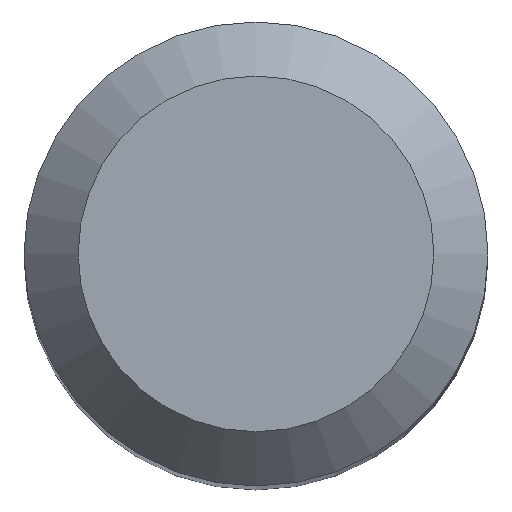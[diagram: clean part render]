
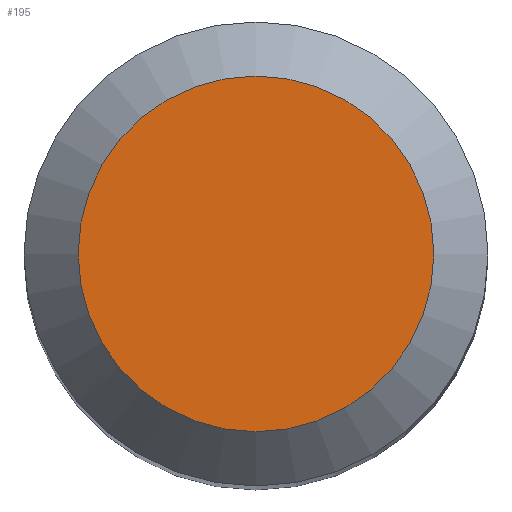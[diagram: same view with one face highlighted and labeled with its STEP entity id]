
A CAD part, top view. The second image highlights one B-rep face of the part: STEP entity #195.
In plain terms, the highlighted planar face has unit normal (0, 0, 1).
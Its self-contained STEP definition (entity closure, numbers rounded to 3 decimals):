
#19 = DIRECTION ( 'NONE',  ( 0., 1., 0. ) ) ;
#25 = EDGE_LOOP ( 'NONE', ( #63 ) ) ;
#50 = CARTESIAN_POINT ( 'NONE',  ( 0., 0., 66. ) ) ;
#63 = ORIENTED_EDGE ( 'NONE', *, *, #144, .F. ) ;
#68 = DIRECTION ( 'NONE',  ( 0., 0., -1. ) ) ;
#111 = PLANE ( 'NONE',  #263 ) ;
#119 = CIRCLE ( 'NONE', #185, 2.3 ) ;
#128 = DIRECTION ( 'NONE',  ( 0., 1., 0. ) ) ;
#134 = DIRECTION ( 'NONE',  ( 0., 0., -1. ) ) ;
#144 = EDGE_CURVE ( 'NONE', #199, #199, #119, .T. ) ;
#169 = CARTESIAN_POINT ( 'NONE',  ( 0., 2.3, 66. ) ) ;
#185 = AXIS2_PLACEMENT_3D ( 'NONE', #50, #68, #128 ) ;
#195 = ADVANCED_FACE ( 'NONE', ( #207 ), #111, .F. ) ;
#199 = VERTEX_POINT ( 'NONE', #169 ) ;
#207 = FACE_OUTER_BOUND ( 'NONE', #25, .T. ) ;
#217 = CARTESIAN_POINT ( 'NONE',  ( 0., 0., 66. ) ) ;
#263 = AXIS2_PLACEMENT_3D ( 'NONE', #217, #134, #19 ) ;
